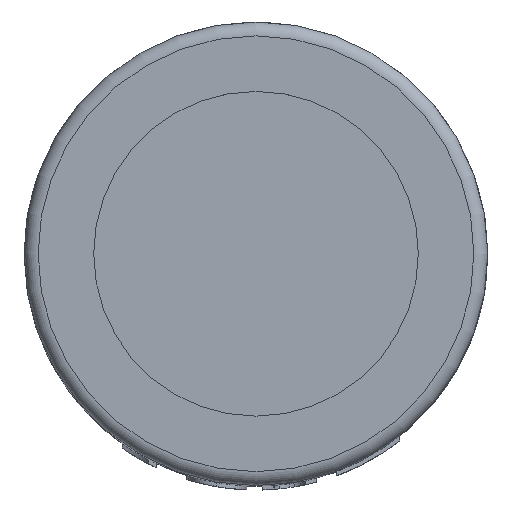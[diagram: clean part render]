
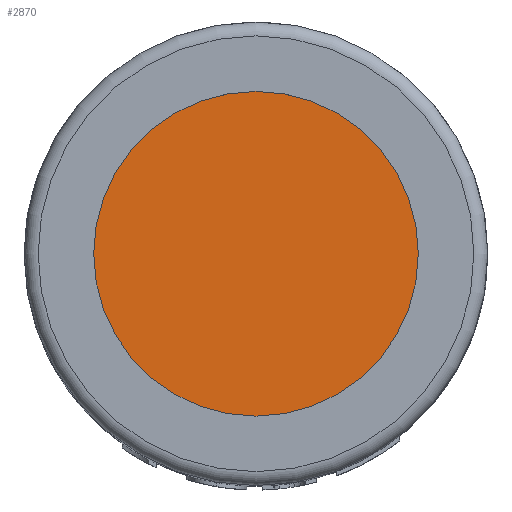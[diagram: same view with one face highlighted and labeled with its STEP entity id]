
A CAD part, top view. The second image highlights one B-rep face of the part: STEP entity #2870.
In plain terms, the highlighted planar face has unit normal (0, 0, 1).
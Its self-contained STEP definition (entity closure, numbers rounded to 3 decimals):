
#2536 = VERTEX_POINT('',#2537);
#2537 = CARTESIAN_POINT('',(3.501,0.,9.9));
#2543 = EDGE_CURVE('',#2536,#2536,#2544,.T.);
#2544 = CIRCLE('',#2545,3.501);
#2545 = AXIS2_PLACEMENT_3D('',#2546,#2547,#2548);
#2546 = CARTESIAN_POINT('',(0.,0.,9.9));
#2547 = DIRECTION('',(0.,0.,1.));
#2548 = DIRECTION('',(1.,0.,0.));
#2870 = ADVANCED_FACE('',(#2871),#2874,.T.);
#2871 = FACE_BOUND('',#2872,.T.);
#2872 = EDGE_LOOP('',(#2873));
#2873 = ORIENTED_EDGE('',*,*,#2543,.T.);
#2874 = PLANE('',#2875);
#2875 = AXIS2_PLACEMENT_3D('',#2876,#2877,#2878);
#2876 = CARTESIAN_POINT('',(0.,0.,9.9)
  );
#2877 = DIRECTION('',(0.,0.,1.));
#2878 = DIRECTION('',(1.,0.,0.));
